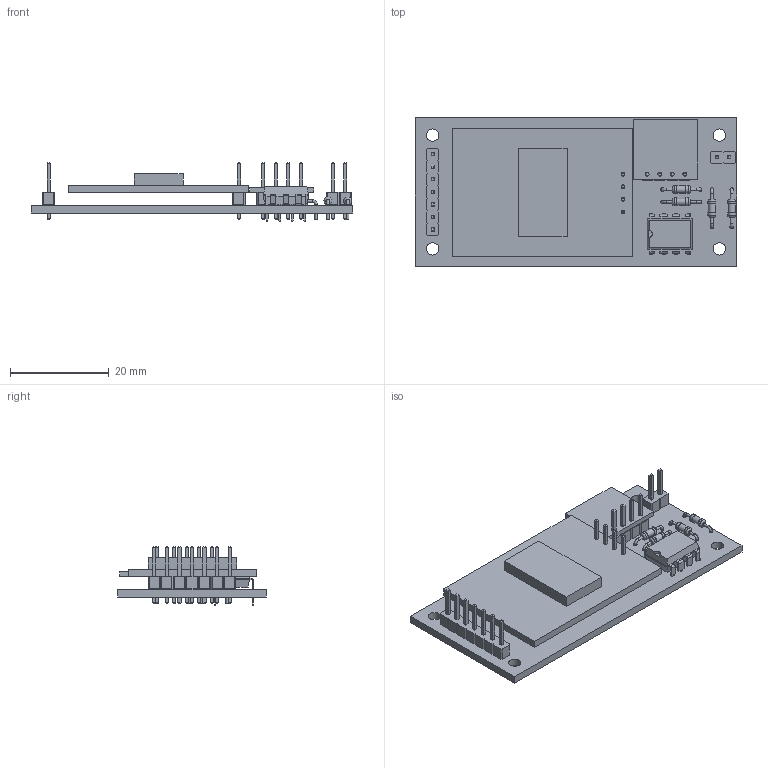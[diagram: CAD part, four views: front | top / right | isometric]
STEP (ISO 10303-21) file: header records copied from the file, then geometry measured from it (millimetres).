
FILE_DESCRIPTION(('KiCad electronic assembly'),'2;1');
FILE_NAME('Piso_2.step','2023-10-21T20:31:49',('Pcbnew'),('Kicad'), 'Open CASCADE STEP processor 7.7','KiCad to STEP converter','Unknown' );
FILE_SCHEMA(('AUTOMOTIVE_DESIGN { 1 0 10303 214 1 1 1 1 }'));
Length unit declared in the file: millimetre
Products named in the file (16): Piso_2 1; R_Axial_DIN0204_L3.6mm_D1.6mm_P7.62mm_Horizontal; SOLID; DIP-8_W7.62mm; PinHeader_1x07_P2.54mm_Vertical; PinHeader_1x04_P2.54mm_Vertical; GPS; COMPOUND; SHT30; PinHeader_1x02_P2.54mm_Vertical; Piso_2 PCB
Assembly tree (19 placements, depth 3):
  Piso_2 1
    R_Axial_DIN0204_L3.6mm_D1.6mm_P7.62mm_Horizontal  x4
      SOLID
    DIP-8_W7.62mm
      SOLID
    PinHeader_1x07_P2.54mm_Vertical
      SOLID
    PinHeader_1x04_P2.54mm_Vertical  x2
      SOLID
    GPS
      COMPOUND
    SHT30
      COMPOUND
    PinHeader_1x02_P2.54mm_Vertical
      SOLID
    Piso_2 PCB
Bounding box: 65 x 30 x 11.84 mm (x, y, z)
Volume: 5592.3 mm3; surface area: 8235.2 mm2
Topology: 12 solids, 12 shells, 716 faces, 1721 edges, 1080 vertices
Faces by surface type: plane 582, cylinder 98, bspline 20, torus 16
Full cylindrical faces by diameter (mm): 0.5 x16, 0.7 x8, 0.8 x8, 1 x17, 1.44 x4, 1.6 x8, 2.5 x4
Entity records: 39743 total; most frequent: CARTESIAN_POINT 7393, DIRECTION 5329, LINE 3819, VECTOR 3819, ORIENTED_EDGE 2804, PCURVE 2804, DEFINITIONAL_REPRESENTATION 2804, EDGE_CURVE 1402
